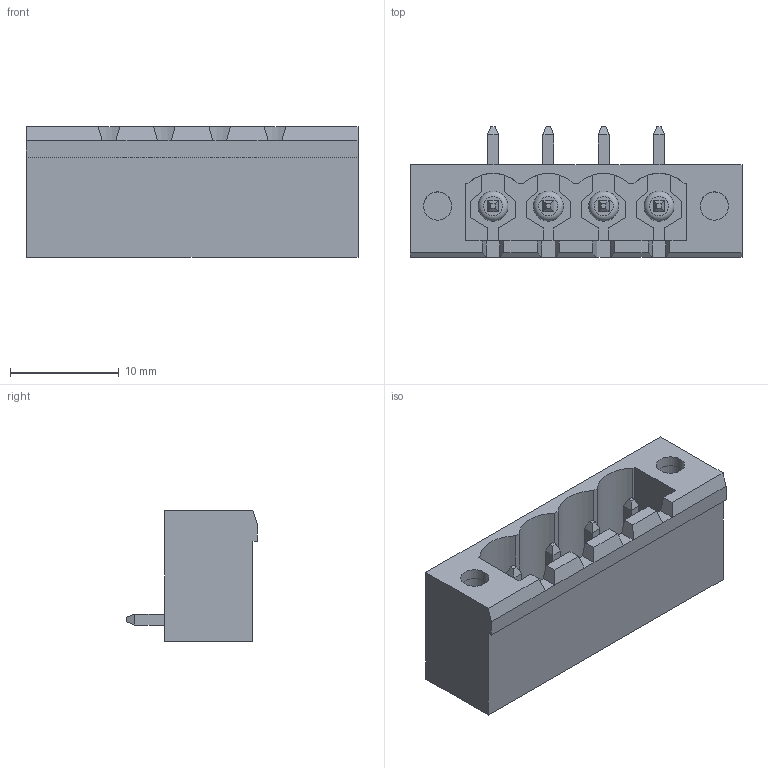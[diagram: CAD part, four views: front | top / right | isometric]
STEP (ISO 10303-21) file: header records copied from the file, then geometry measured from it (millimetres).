
FILE_DESCRIPTION( ( 'Unknown' ), '1' );
FILE_NAME( '691317510004.stp', 'Unknown', ( 'Unknown' ), ( 'Unknown' ), 'PSStep 19.0.9', 'Unknown', ' ' );
FILE_SCHEMA( ( 'AUTOMOTIVE_DESIGN { 1 0 10303 214 1 1 1 1 }' ) );
Length unit declared in the file: millimetre
Products named in the file (4): Assem1; 6913175100xx_PIN; 6913175100xx_INSERT; 691317510004
Assembly tree (7 placements, depth 2):
  Assem1
    6913175100xx_PIN  x4
    6913175100xx_INSERT  x2
    691317510004
Bounding box: 30.48 x 12 x 12 mm (x, y, z)
Volume: 1407.6 mm3; surface area: 3666 mm2
Topology: 7 solids, 7 shells, 279 faces, 732 edges, 475 vertices
Faces by surface type: plane 255, cylinder 16, torus 8
Full cylindrical faces by diameter (mm): 2.6 x4, 2.75 x4
Entity records: 8690 total; most frequent: CARTESIAN_POINT 1434, ORIENTED_EDGE 1148, DIRECTION 1048, EDGE_CURVE 574, LINE 524, VECTOR 524, VERTEX_POINT 384, AXIS2_PLACEMENT_3D 262
